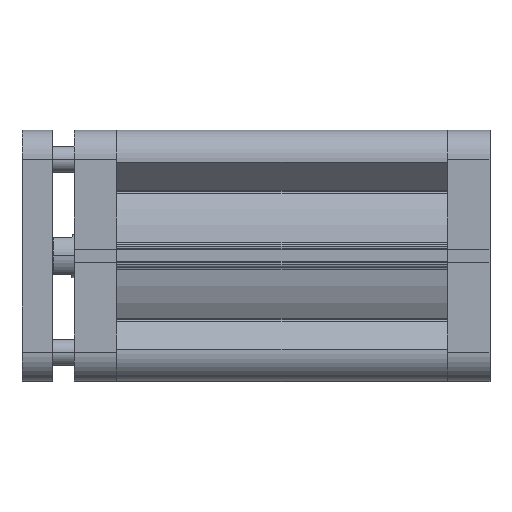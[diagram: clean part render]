
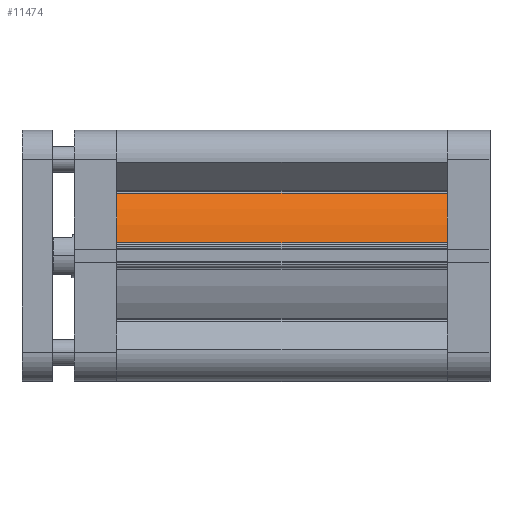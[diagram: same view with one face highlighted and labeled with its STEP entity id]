
A CAD part, top view. The second image highlights one B-rep face of the part: STEP entity #11474.
In plain terms, the highlighted cylindrical face has radius 53.5 mm (diameter 107 mm), a partial arc.
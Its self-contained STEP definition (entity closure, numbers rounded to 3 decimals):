
#71 = VERTEX_POINT ( 'NONE', #10274 ) ;
#72 = VERTEX_POINT ( 'NONE', #10275 ) ;
#73 = VERTEX_POINT ( 'NONE', #10276 ) ;
#74 = VERTEX_POINT ( 'NONE', #10277 ) ;
#961 = ORIENTED_EDGE ( 'NONE', *, *, #7394, .T. ) ;
#962 = ORIENTED_EDGE ( 'NONE', *, *, #7373, .T. ) ;
#963 = ORIENTED_EDGE ( 'NONE', *, *, #7391, .T. ) ;
#964 = ORIENTED_EDGE ( 'NONE', *, *, #7393, .F. ) ;
#3015 = FACE_OUTER_BOUND ( 'NONE', #6720, .T. ) ;
#3018 = CYLINDRICAL_SURFACE ( 'NONE', #6488, 53.5 ) ;
#3815 = DIRECTION ( 'NONE',  ( -1., 0., 0. ) ) ;
#3816 = DIRECTION ( 'NONE',  ( 0., 0., -1. ) ) ;
#3817 = CARTESIAN_POINT ( 'NONE',  ( 0., 0., 152.5 ) ) ;
#5889 = AXIS2_PLACEMENT_3D ( 'NONE', #11125, #8589, #8591 ) ;
#5893 = AXIS2_PLACEMENT_3D ( 'NONE', #8608, #8637, #8639 ) ;
#6488 = AXIS2_PLACEMENT_3D ( 'NONE', #3817, #3816, #3815 ) ;
#6539 = CIRCLE ( 'NONE', #5889, 53.5 ) ;
#6544 = LINE ( 'NONE', #8641, #6548 ) ;
#6548 = VECTOR ( 'NONE', #8643, 1000. ) ;
#6552 = LINE ( 'NONE', #8632, #6553 ) ;
#6553 = VECTOR ( 'NONE', #8634, 1000. ) ;
#6556 = CIRCLE ( 'NONE', #5893, 53.5 ) ;
#6720 = EDGE_LOOP ( 'NONE', ( #964, #963, #962, #961 ) ) ;
#7373 = EDGE_CURVE ( 'NONE', #72, #71, #6539, .T. ) ;
#7391 = EDGE_CURVE ( 'NONE', #74, #72, #6552, .T. ) ;
#7393 = EDGE_CURVE ( 'NONE', #74, #73, #6556, .T. ) ;
#7394 = EDGE_CURVE ( 'NONE', #71, #73, #6544, .T. ) ;
#8589 = DIRECTION ( 'NONE',  ( 0., 0., 1. ) ) ;
#8591 = DIRECTION ( 'NONE',  ( 1., 0., 0. ) ) ;
#8608 = CARTESIAN_POINT ( 'NONE',  ( 0., 0., 152.5 ) ) ;
#8632 = CARTESIAN_POINT ( 'NONE',  ( 53.147, 6.135, 152.5 ) ) ;
#8634 = DIRECTION ( 'NONE',  ( 0., 0., -1. ) ) ;
#8637 = DIRECTION ( 'NONE',  ( 0., 0., 1. ) ) ;
#8639 = DIRECTION ( 'NONE',  ( 1., 0., 0. ) ) ;
#8641 = CARTESIAN_POINT ( 'NONE',  ( 44.961, 28.996, 152.5 ) ) ;
#8643 = DIRECTION ( 'NONE',  ( 0., 0., 1. ) ) ;
#10274 = CARTESIAN_POINT ( 'NONE',  ( 44.961, 28.996, 0. ) ) ;
#10275 = CARTESIAN_POINT ( 'NONE',  ( 53.147, 6.135, 0. ) ) ;
#10276 = CARTESIAN_POINT ( 'NONE',  ( 44.961, 28.996, 152.5 ) ) ;
#10277 = CARTESIAN_POINT ( 'NONE',  ( 53.147, 6.135, 152.5 ) ) ;
#11125 = CARTESIAN_POINT ( 'NONE',  ( 0., 0., 0. ) ) ;
#11474 = ADVANCED_FACE ( 'NONE', ( #3015 ), #3018, .T. ) ;
